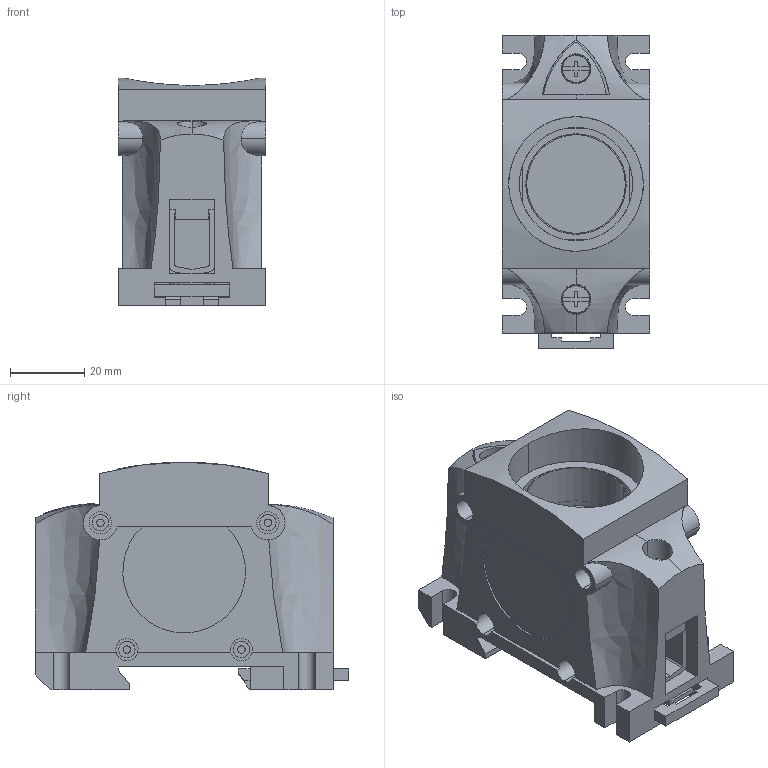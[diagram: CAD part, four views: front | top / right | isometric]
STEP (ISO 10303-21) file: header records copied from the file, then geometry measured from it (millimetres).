
FILE_DESCRIPTION(('STEP AP214'),'1');
FILE_NAME('cctmp_D387BBBA-4830-46CB-BF3D-FF59AE069A12_2023_07_21_23_23_49_0090..stp','2023-07-21T21:23:49',('SIEMENS A&D'),('CADClick - www.CADClick.com'),'Spatial InterOp 3D postprocessed',' ','unknown authorization');
FILE_SCHEMA(('AUTOMOTIVE_DESIGN'));
Length unit declared in the file: millimetre
Products named in the file (1): 2023_07_21_23_23_49_0075
Bounding box: 39.6 x 84.2 x 61.2 mm (x, y, z)
Volume: 107348 mm3; surface area: 34328.4 mm2
Topology: 1 solids, 8 shells, 560 faces, 1565 edges, 1064 vertices
Faces by surface type: plane 347, cylinder 174, extrusion 27, bspline 8, cone 4
Entity records: 21725 total; most frequent: CARTESIAN_POINT 5583, ORIENTED_EDGE 3130, DIRECTION 2798, EDGE_CURVE 1565, VERTEX_POINT 1064, AXIS2_PLACEMENT_3D 976, VECTOR 846, LINE 819
